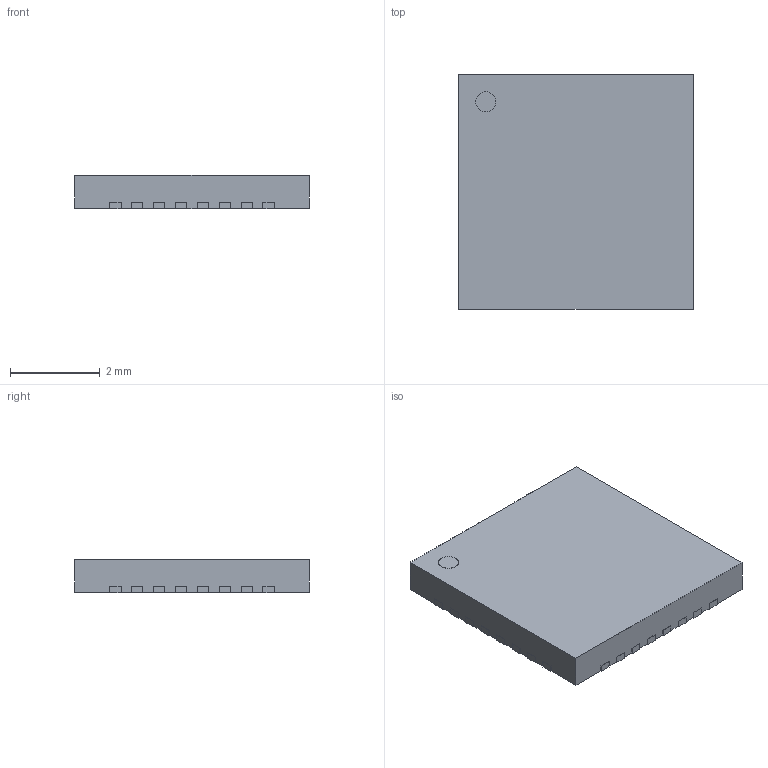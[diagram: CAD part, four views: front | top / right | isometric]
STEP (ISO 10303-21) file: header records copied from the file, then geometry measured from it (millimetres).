
FILE_DESCRIPTION(('FreeCAD Model'),'2;1');
FILE_NAME('QFN-32.step', '2016-01-05T22:54:32',('Author'),(''), 'Open CASCADE STEP processor 6.8','FreeCAD','Unknown');
FILE_SCHEMA(('AUTOMOTIVE_DESIGN_CC2 { 1 2 10303 214 -1 1 5 4 }'));
Length unit declared in the file: millimetre
Products named in the file (2): ASSEMBLY; Clone_of_Fusion003
Assembly tree (1 placements, depth 2):
  ASSEMBLY
    Clone_of_Fusion003
Bounding box: 5.25 x 5.25 x 0.76 mm (x, y, z)
Volume: 20.4 mm3; surface area: 71.2 mm2
Topology: 1 solids, 1 shells, 463 faces, 1377 edges, 918 vertices
Faces by surface type: plane 461, cylinder 2
Entity records: 36545 total; most frequent: CARTESIAN_POINT 5706, DIRECTION 5057, LINE 4115, VECTOR 4115, ORIENTED_EDGE 2754, PCURVE 2754, DEFINITIONAL_REPRESENTATION 2754, EDGE_CURVE 1377
